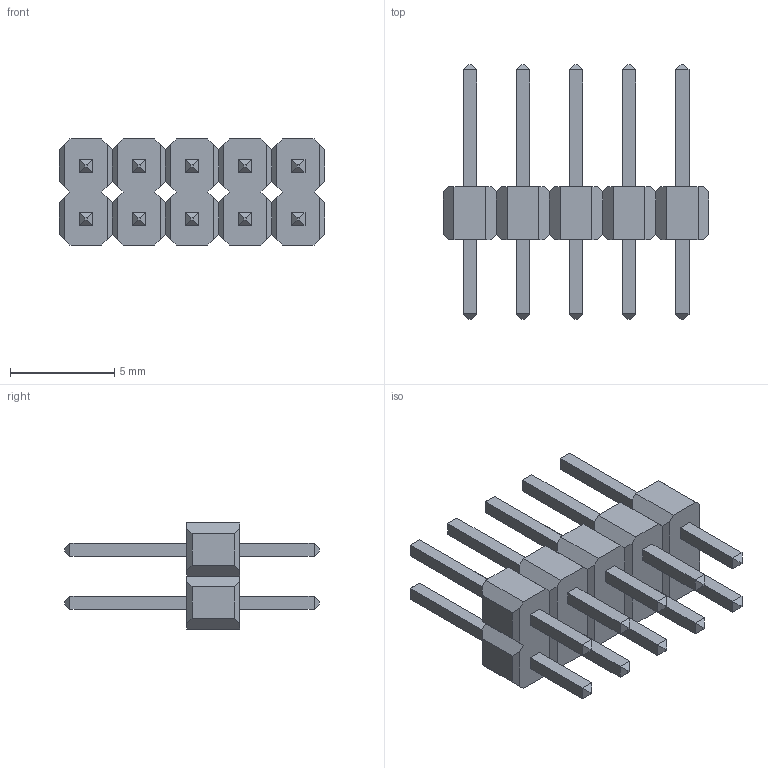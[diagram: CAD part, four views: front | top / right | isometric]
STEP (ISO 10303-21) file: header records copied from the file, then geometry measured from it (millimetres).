
FILE_DESCRIPTION (( 'STEP AP214' ), '1' );
FILE_NAME ('038BA3F9-1A9C-413F-9456-18249E6224D2.STEP', '2008-06-27T15:02:03', ( 'sysAdmin' ), ( 'SolidWorks' ), 'SwSTEP 2.0', 'SolidWorks 2008', '' );
FILE_SCHEMA (( 'AUTOMOTIVE_DESIGN' ));
Length unit declared in the file: inch
Products named in the file (1): 038BA3F9-1A9C-413F-9456-18249E6224D2
Bounding box: 12.7 x 12.19 x 5.08 mm (x, y, z)
Volume: 186.3 mm3; surface area: 482.1 mm2
Topology: 1 solids, 1 shells, 284 faces, 698 edges, 428 vertices
Faces by surface type: plane 284
Entity records: 9220 total; most frequent: CARTESIAN_POINT 1411, ORIENTED_EDGE 1396, DIRECTION 1268, EDGE_CURVE 698, VECTOR 698, LINE 698, VERTEX_POINT 428, EDGE_LOOP 304
